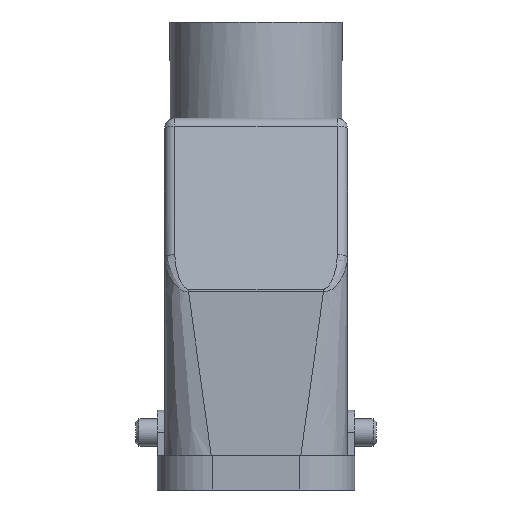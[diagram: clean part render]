
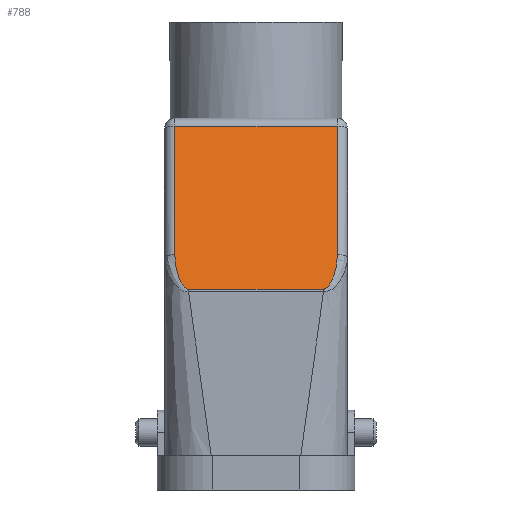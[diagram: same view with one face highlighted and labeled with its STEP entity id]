
A CAD part, left-side view. The second image highlights one B-rep face of the part: STEP entity #788.
In plain terms, the highlighted planar face has unit normal (-0.968, 0, 0.252).
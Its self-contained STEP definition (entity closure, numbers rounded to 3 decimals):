
#314=FACE_OUTER_BOUND('',#3165,.T.);
#788=ADVANCED_FACE('',(#314),#1301,.F.);
#1301=PLANE('',#9137);
#1800=LINE('',#13329,#2370);
#1801=LINE('',#13342,#2371);
#1802=LINE('',#13344,#2372);
#1803=LINE('',#13346,#2373);
#2370=VECTOR('',#9793,1.);
#2371=VECTOR('',#9794,1.);
#2372=VECTOR('',#9795,1.);
#2373=VECTOR('',#9796,1.);
#3165=EDGE_LOOP('',(#4071,#4072,#4073,#4074,#4075,#4076));
#4071=ORIENTED_EDGE('',*,*,#7464,.T.);
#4072=ORIENTED_EDGE('',*,*,#7465,.T.);
#4073=ORIENTED_EDGE('',*,*,#7466,.T.);
#4074=ORIENTED_EDGE('',*,*,#7467,.T.);
#4075=ORIENTED_EDGE('',*,*,#7468,.T.);
#4076=ORIENTED_EDGE('',*,*,#7469,.T.);
#6609=VERTEX_POINT('',#13327);
#6610=VERTEX_POINT('',#13328);
#6611=VERTEX_POINT('',#13330);
#6612=VERTEX_POINT('',#13341);
#6613=VERTEX_POINT('',#13343);
#6614=VERTEX_POINT('',#13345);
#7464=EDGE_CURVE('',#6609,#6610,#8602,.T.);
#7465=EDGE_CURVE('',#6610,#6611,#1800,.T.);
#7466=EDGE_CURVE('',#6611,#6612,#8603,.T.);
#7467=EDGE_CURVE('',#6612,#6613,#1801,.T.);
#7468=EDGE_CURVE('',#6613,#6614,#1802,.T.);
#7469=EDGE_CURVE('',#6614,#6609,#1803,.T.);
#8602=B_SPLINE_CURVE_WITH_KNOTS('',3,(#13317,#13318,#13319,#13320,#13321,
#13322,#13323,#13324,#13325,#13326),.UNSPECIFIED.,.F.,.F.,(4,2,2,2,4),(0.,
0.5,0.75,0.875,1.),.UNSPECIFIED.);
#8603=B_SPLINE_CURVE_WITH_KNOTS('',3,(#13331,#13332,#13333,#13334,#13335,
#13336,#13337,#13338,#13339,#13340),.UNSPECIFIED.,.F.,.F.,(4,2,2,2,4),(0.,
0.125,0.25,0.5,1.),.UNSPECIFIED.);
#9137=AXIS2_PLACEMENT_3D('',#13347,#9797,#9798);
#9793=DIRECTION('',(0.,-1.,0.));
#9794=DIRECTION('',(0.252,0.,0.968));
#9795=DIRECTION('',(0.,1.,0.));
#9796=DIRECTION('',(-0.252,0.,-0.968));
#9797=DIRECTION('',(0.968,0.,-0.252));
#9798=DIRECTION('',(-0.252,0.,-0.968));
#13317=CARTESIAN_POINT('',(1.349,25.1,30.688));
#13318=CARTESIAN_POINT('',(1.104,25.099,29.746));
#13319=CARTESIAN_POINT('',(0.861,24.957,28.812));
#13320=CARTESIAN_POINT('',(0.51,24.548,27.461));
#13321=CARTESIAN_POINT('',(0.394,24.379,27.016));
#13322=CARTESIAN_POINT('',(0.233,24.028,26.397));
#13323=CARTESIAN_POINT('',(0.181,23.894,26.197));
#13324=CARTESIAN_POINT('',(0.091,23.562,25.85));
#13325=CARTESIAN_POINT('',(0.049,23.355,25.689));
#13326=CARTESIAN_POINT('',(0.048,23.106,25.686));
#13327=CARTESIAN_POINT('',(1.349,25.1,30.688));
#13328=CARTESIAN_POINT('',(0.048,23.106,25.686));
#13329=CARTESIAN_POINT('',(0.048,13.3,25.686));
#13330=CARTESIAN_POINT('',(0.048,3.494,25.686));
#13331=CARTESIAN_POINT('',(0.048,3.494,25.686));
#13332=CARTESIAN_POINT('',(0.049,3.245,25.689));
#13333=CARTESIAN_POINT('',(0.092,3.035,25.852));
#13334=CARTESIAN_POINT('',(0.183,2.702,26.203));
#13335=CARTESIAN_POINT('',(0.234,2.57,26.401));
#13336=CARTESIAN_POINT('',(0.394,2.221,27.017));
#13337=CARTESIAN_POINT('',(0.51,2.051,27.463));
#13338=CARTESIAN_POINT('',(0.86,1.644,28.809));
#13339=CARTESIAN_POINT('',(1.104,1.501,29.746));
#13340=CARTESIAN_POINT('',(1.349,1.5,30.688));
#13341=CARTESIAN_POINT('',(1.349,1.5,30.688));
#13342=CARTESIAN_POINT('',(0.,1.5,25.5));
#13343=CARTESIAN_POINT('',(6.208,1.5,49.377));
#13344=CARTESIAN_POINT('',(6.208,13.3,49.377));
#13345=CARTESIAN_POINT('',(6.208,25.1,49.377));
#13346=CARTESIAN_POINT('',(0.,25.1,25.5));
#13347=CARTESIAN_POINT('',(0.,13.3,25.5));
